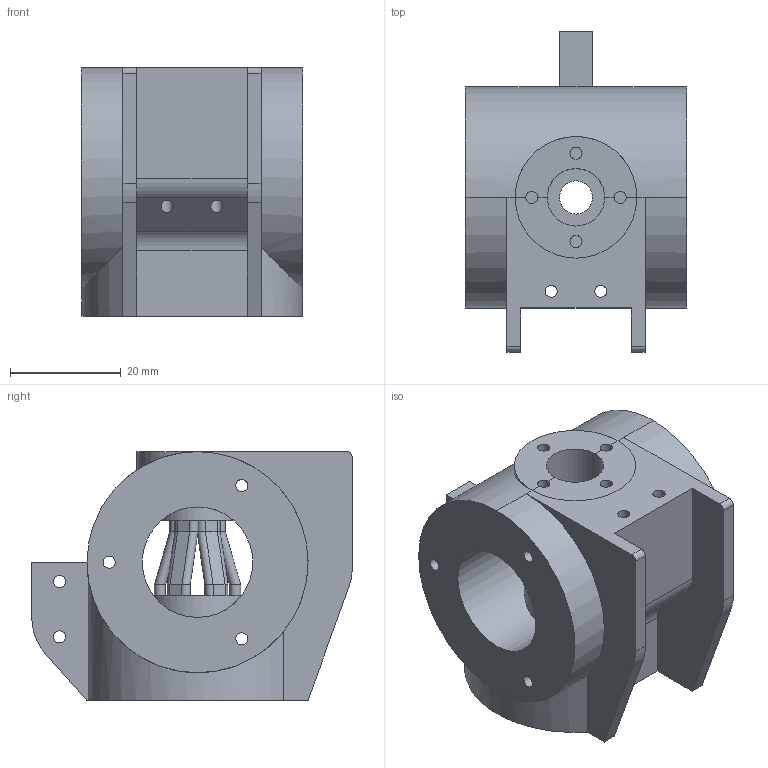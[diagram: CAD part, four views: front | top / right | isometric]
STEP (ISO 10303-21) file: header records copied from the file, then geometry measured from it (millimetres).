
FILE_DESCRIPTION(('FreeCAD Model'),'2;1');
FILE_NAME('Corps_V1.0.0.step','2020-03-28T13:06:41',('Almisuifre'),(''), 'Open CASCADE STEP processor 6.8','FreeCAD','Unknown');
FILE_SCHEMA(('AUTOMOTIVE_DESIGN_CC2 { 1 2 10303 214 -1 1 5 4 }'));
Length unit declared in the file: millimetre
Products named in the file (1): Corps_V1.0.0
Bounding box: 40 x 58 x 45 mm (x, y, z)
Volume: 46390.5 mm3; surface area: 16252.6 mm2
Topology: 1 solids, 1 shells, 148 faces, 413 edges, 245 vertices
Faces by surface type: plane 71, cylinder 52, bspline 24, cone 1
Full cylindrical faces by diameter (mm): 2.2 x13, 6 x1, 10.4 x3, 20 x2
Entity records: 12086 total; most frequent: CARTESIAN_POINT 4860, DIRECTION 1220, ORIENTED_EDGE 762, PCURVE 762, DEFINITIONAL_REPRESENTATION 762, LINE 635, VECTOR 635, EDGE_CURVE 381
